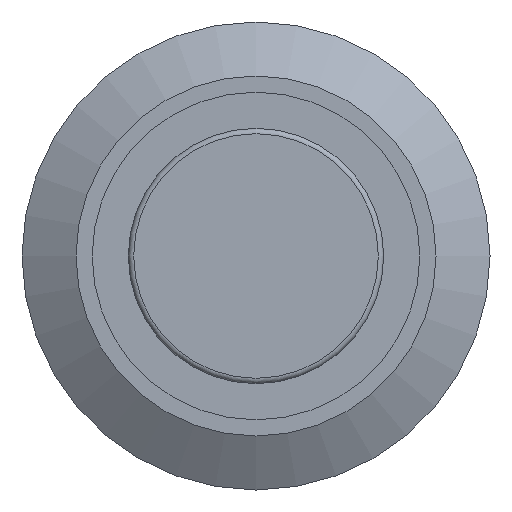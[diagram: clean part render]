
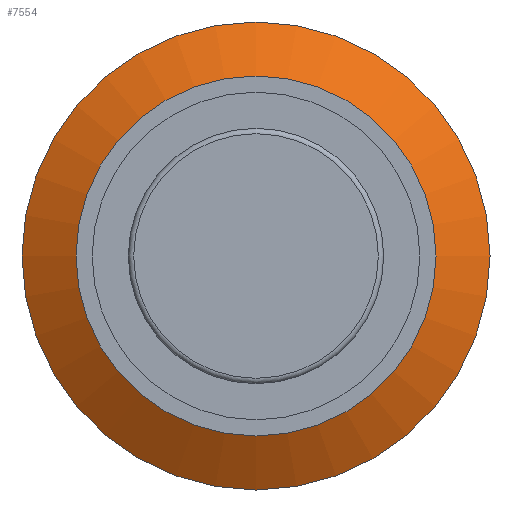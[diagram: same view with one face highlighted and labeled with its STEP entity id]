
A CAD part, left-side view. The second image highlights one B-rep face of the part: STEP entity #7554.
In plain terms, the highlighted conical face has half-angle 59.421 degrees and reference radius 25.4 mm.
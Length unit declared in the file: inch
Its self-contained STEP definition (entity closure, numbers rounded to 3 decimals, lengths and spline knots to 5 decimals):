
#7472=CARTESIAN_POINT('',(-0.01969,0.0,0.43307));
#7473=VERTEX_POINT('',#7472);
#7474=CARTESIAN_POINT('',(-0.01969,0.0,0.0));
#7475=DIRECTION('',(1.0,0.0,0.0));
#7476=DIRECTION('',(0.0,-1.0,0.0));
#7477=AXIS2_PLACEMENT_3D('',#7474,#7475,#7476);
#7478=CIRCLE('',#7477,0.43307);
#7479=EDGE_CURVE('',#7473,#7473,#7478,.T.);
#7520=CARTESIAN_POINT('',(-0.07874,0.0,0.33313));
#7521=VERTEX_POINT('',#7520);
#7522=CARTESIAN_POINT('',(-0.07874,0.0,0.0));
#7523=DIRECTION('',(-1.0,0.0,0.0));
#7524=DIRECTION('',(0.0,0.0,1.0));
#7525=AXIS2_PLACEMENT_3D('',#7522,#7523,#7524);
#7526=CIRCLE('',#7525,0.33313);
#7527=EDGE_CURVE('',#7521,#7521,#7526,.T.);
#7543=CARTESIAN_POINT('',(0.31532,0.0,0.0));
#7544=DIRECTION('',(1.0,0.0,0.0));
#7545=DIRECTION('',(0.0,0.0,1.0));
#7546=AXIS2_PLACEMENT_3D('',#7543,#7544,#7545);
#7547=CONICAL_SURFACE('',#7546,1.0,59.421);
#7548=ORIENTED_EDGE('',*,*,#7479,.F.);
#7549=EDGE_LOOP('',(#7548));
#7550=FACE_OUTER_BOUND('',#7549,.T.);
#7551=ORIENTED_EDGE('',*,*,#7527,.F.);
#7552=EDGE_LOOP('',(#7551));
#7553=FACE_BOUND('',#7552,.T.);
#7554=ADVANCED_FACE('',(#7550,#7553),#7547,.T.);
